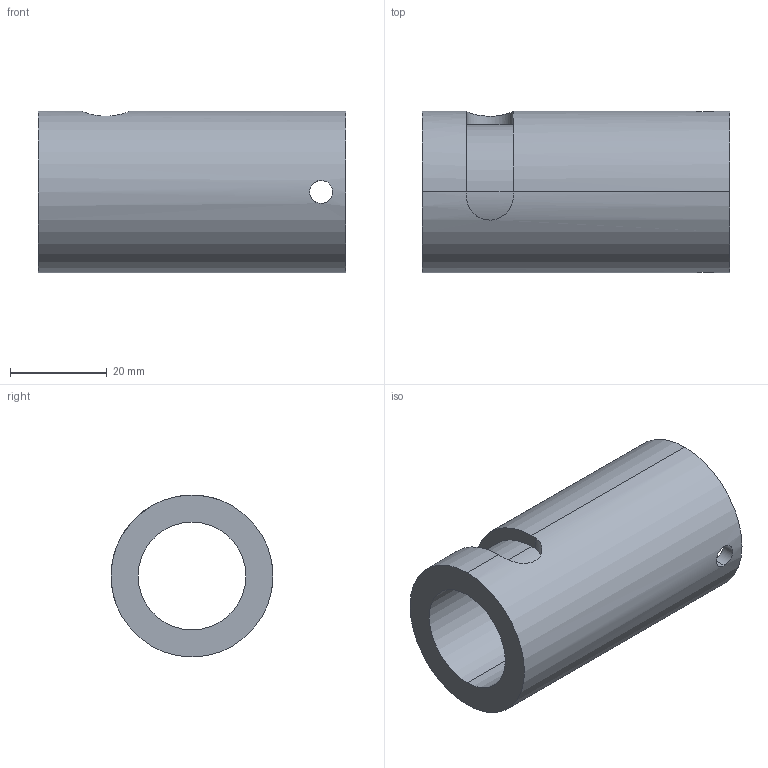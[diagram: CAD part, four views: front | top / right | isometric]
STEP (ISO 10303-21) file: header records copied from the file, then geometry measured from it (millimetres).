
FILE_DESCRIPTION (( 'STEP AP203' ), '1' );
FILE_NAME ('C006-297_4561T311_sldprt.STEP', '2016-06-02T17:06:45', ( 'Shusen Zhang' ), ( 'MathWorks' ), 'SwSTEP 2.0', 'SolidWorks 2015', '' );
FILE_SCHEMA (( 'CONFIG_CONTROL_DESIGN' ));
Length unit declared in the file: inch
Products named in the file (1): C006-297_4561T311_sldprt
Bounding box: 63.5 x 33.4 x 33.4 mm (x, y, z)
Volume: 20366.9 mm3; surface area: 13045.4 mm2
Topology: 1 solids, 1 shells, 19 faces, 48 edges, 32 vertices
Faces by surface type: cylinder 14, plane 5
Entity records: 1021 total; most frequent: CARTESIAN_POINT 472, ORIENTED_EDGE 96, DIRECTION 96, EDGE_CURVE 48, AXIS2_PLACEMENT_3D 40, VERTEX_POINT 32, EDGE_LOOP 26, CIRCLE 20
